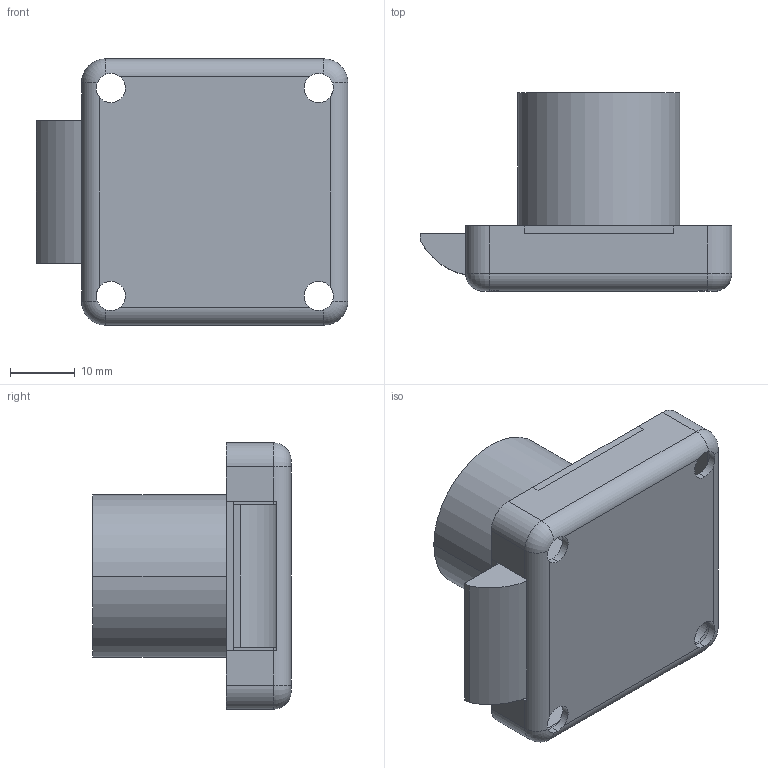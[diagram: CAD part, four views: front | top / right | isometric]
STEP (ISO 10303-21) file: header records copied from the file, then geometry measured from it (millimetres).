
FILE_DESCRIPTION (( 'STEP AP203' ), '1' );
FILE_NAME ('sone3D.STEP', '2017-08-04T05:21:01', ( '' ), ( '' ), 'SwSTEP 2.0', 'SolidWorks 2014', '' );
FILE_SCHEMA (( 'CONFIG_CONTROL_DESIGN' ));
Length unit declared in the file: millimetre
Products named in the file (4): C-134-2本体_; C-134-2カバー_; C-134-2ラッチ_; sone3D
Assembly tree (3 placements, depth 2):
  sone3D
    C-134-2本体_
    C-134-2カバー_
    C-134-2ラッチ_
Bounding box: 48 x 30.5 x 41 mm (x, y, z)
Volume: 16928.8 mm3; surface area: 11428.6 mm2
Topology: 3 solids, 3 shells, 102 faces, 285 edges, 184 vertices
Faces by surface type: plane 57, cylinder 37, torus 8
Entity records: 3839 total; most frequent: CARTESIAN_POINT 785, ORIENTED_EDGE 570, DIRECTION 549, EDGE_CURVE 285, AXIS2_PLACEMENT_3D 188, VERTEX_POINT 184, LINE 173, VECTOR 173
